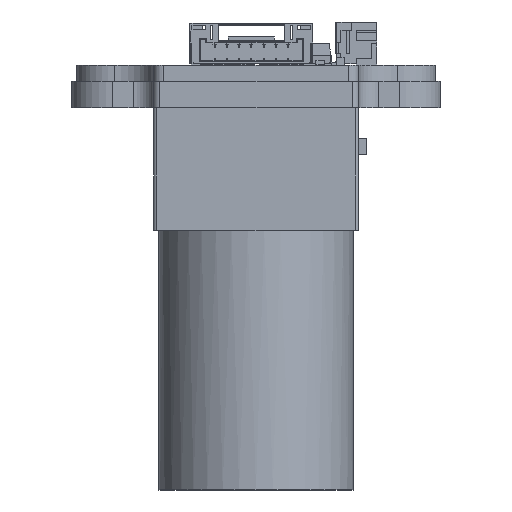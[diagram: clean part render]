
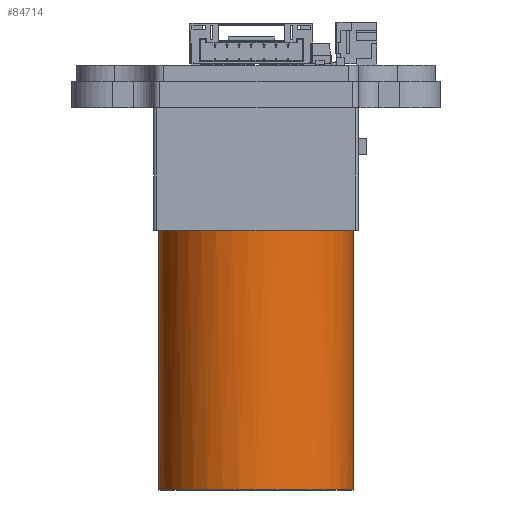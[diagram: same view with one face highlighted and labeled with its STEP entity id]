
A CAD part, left-side view. The second image highlights one B-rep face of the part: STEP entity #84714.
In plain terms, the highlighted cylindrical face has radius 9.5 mm (diameter 19 mm), a full revolution.
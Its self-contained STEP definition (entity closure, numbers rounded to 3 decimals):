
#79544 = VERTEX_POINT('',#79545);
#79545 = CARTESIAN_POINT('',(6.257,5.966,14.55));
#79552 = EDGE_CURVE('',#79553,#79544,#79555,.T.);
#79553 = VERTEX_POINT('',#79554);
#79554 = CARTESIAN_POINT('',(6.257,-5.966,14.55));
#79555 = CIRCLE('',#79556,9.5);
#79556 = AXIS2_PLACEMENT_3D('',#79557,#79558,#79559);
#79557 = CARTESIAN_POINT('',(13.65,0.,14.55));
#79558 = DIRECTION('',(0.,0.,1.));
#79559 = DIRECTION('',(-1.,0.,0.));
#84669 = EDGE_CURVE('',#79544,#84670,#84672,.T.);
#84670 = VERTEX_POINT('',#84671);
#84671 = CARTESIAN_POINT('',(6.257,5.966,36.65));
#84672 = LINE('',#84673,#84674);
#84673 = CARTESIAN_POINT('',(6.257,5.966,14.55));
#84674 = VECTOR('',#84675,1.);
#84675 = DIRECTION('',(0.,0.,1.));
#84695 = VERTEX_POINT('',#84696);
#84696 = CARTESIAN_POINT('',(6.257,-5.966,36.65));
#84703 = EDGE_CURVE('',#79553,#84695,#84704,.T.);
#84704 = LINE('',#84705,#84706);
#84705 = CARTESIAN_POINT('',(6.257,-5.966,14.55));
#84706 = VECTOR('',#84707,1.);
#84707 = DIRECTION('',(0.,0.,1.));
#84714 = ADVANCED_FACE('',(#84715),#84770,.T.);
#84715 = FACE_BOUND('',#84716,.T.);
#84716 = EDGE_LOOP('',(#84717,#84718,#84719,#84728,#84737,#84745,#84752,
    #84753,#84762,#84769));
#84717 = ORIENTED_EDGE('',*,*,#79552,.T.);
#84718 = ORIENTED_EDGE('',*,*,#84669,.T.);
#84719 = ORIENTED_EDGE('',*,*,#84720,.F.);
#84720 = EDGE_CURVE('',#84721,#84670,#84723,.T.);
#84721 = VERTEX_POINT('',#84722);
#84722 = CARTESIAN_POINT('',(5.481,4.85,36.65));
#84723 = CIRCLE('',#84724,9.5);
#84724 = AXIS2_PLACEMENT_3D('',#84725,#84726,#84727);
#84725 = CARTESIAN_POINT('',(13.65,0.,36.65));
#84726 = DIRECTION('',(-0.,-0.,-1.));
#84727 = DIRECTION('',(0.,-1.,0.));
#84728 = ORIENTED_EDGE('',*,*,#84729,.T.);
#84729 = EDGE_CURVE('',#84721,#84730,#84732,.T.);
#84730 = VERTEX_POINT('',#84731);
#84731 = CARTESIAN_POINT('',(4.15,0.,36.65));
#84732 = CIRCLE('',#84733,9.5);
#84733 = AXIS2_PLACEMENT_3D('',#84734,#84735,#84736);
#84734 = CARTESIAN_POINT('',(13.65,0.,36.65));
#84735 = DIRECTION('',(0.,0.,1.));
#84736 = DIRECTION('',(-1.,0.,0.));
#84737 = ORIENTED_EDGE('',*,*,#84738,.T.);
#84738 = EDGE_CURVE('',#84730,#84739,#84741,.T.);
#84739 = VERTEX_POINT('',#84740);
#84740 = CARTESIAN_POINT('',(4.15,0.,39.9));
#84741 = LINE('',#84742,#84743);
#84742 = CARTESIAN_POINT('',(4.15,0.,14.55));
#84743 = VECTOR('',#84744,1.);
#84744 = DIRECTION('',(0.,0.,1.));
#84745 = ORIENTED_EDGE('',*,*,#84746,.F.);
#84746 = EDGE_CURVE('',#84739,#84739,#84747,.T.);
#84747 = CIRCLE('',#84748,9.5);
#84748 = AXIS2_PLACEMENT_3D('',#84749,#84750,#84751);
#84749 = CARTESIAN_POINT('',(13.65,0.,39.9));
#84750 = DIRECTION('',(0.,0.,1.));
#84751 = DIRECTION('',(-1.,0.,0.));
#84752 = ORIENTED_EDGE('',*,*,#84738,.F.);
#84753 = ORIENTED_EDGE('',*,*,#84754,.T.);
#84754 = EDGE_CURVE('',#84730,#84755,#84757,.T.);
#84755 = VERTEX_POINT('',#84756);
#84756 = CARTESIAN_POINT('',(5.481,-4.85,36.65));
#84757 = CIRCLE('',#84758,9.5);
#84758 = AXIS2_PLACEMENT_3D('',#84759,#84760,#84761);
#84759 = CARTESIAN_POINT('',(13.65,0.,36.65));
#84760 = DIRECTION('',(0.,0.,1.));
#84761 = DIRECTION('',(-1.,0.,0.));
#84762 = ORIENTED_EDGE('',*,*,#84763,.T.);
#84763 = EDGE_CURVE('',#84755,#84695,#84764,.T.);
#84764 = CIRCLE('',#84765,9.5);
#84765 = AXIS2_PLACEMENT_3D('',#84766,#84767,#84768);
#84766 = CARTESIAN_POINT('',(13.65,0.,36.65));
#84767 = DIRECTION('',(-0.,0.,1.));
#84768 = DIRECTION('',(0.,-1.,0.));
#84769 = ORIENTED_EDGE('',*,*,#84703,.F.);
#84770 = CYLINDRICAL_SURFACE('',#84771,9.5);
#84771 = AXIS2_PLACEMENT_3D('',#84772,#84773,#84774);
#84772 = CARTESIAN_POINT('',(13.65,0.,14.55));
#84773 = DIRECTION('',(0.,0.,1.));
#84774 = DIRECTION('',(-1.,0.,0.));
